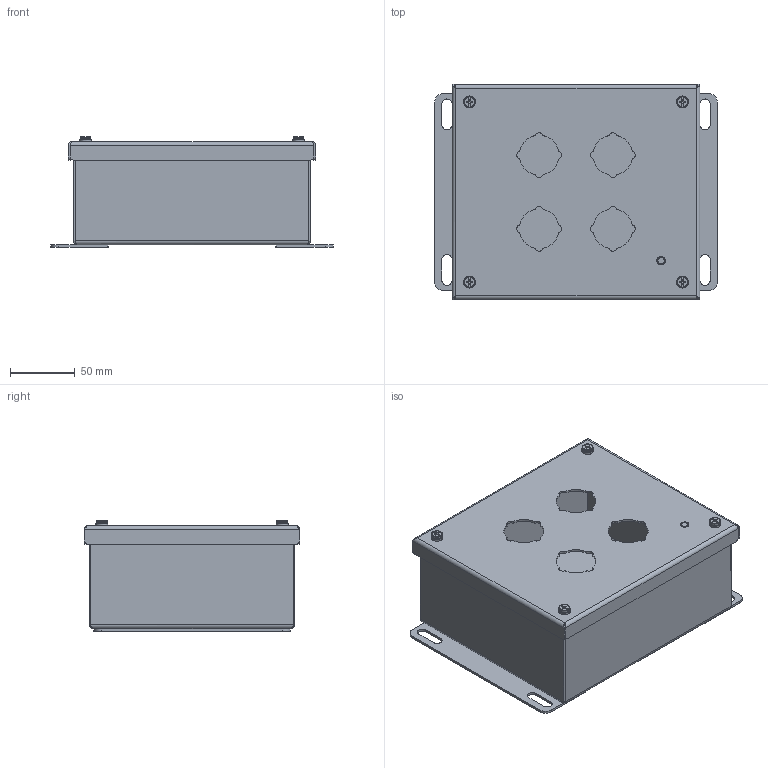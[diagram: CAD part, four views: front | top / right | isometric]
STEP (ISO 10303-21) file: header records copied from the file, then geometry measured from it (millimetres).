
FILE_DESCRIPTION (( 'STEP AP203' ), '1' );
FILE_NAME ('SCE-4SPBSS6.step', '2021-02-09T17:08:24', ( 'ADC123' ), ( 'Microsoft' ), 'SwSTEP 2.0', 'SolidWorks 2019', '' );
FILE_SCHEMA (( 'CONFIG_CONTROL_DESIGN' ));
Length unit declared in the file: inch
Products named in the file (1): SCE-4SPBSS6
Bounding box: 219.07 x 166.69 x 85.69 mm (x, y, z)
Surface area: 297694.6 mm2 (no closed solid volume)
Topology: 0 solids, 19 shells, 790 faces, 2034 edges, 1212 vertices
Faces by surface type: plane 374, cylinder 254, bspline 144, cone 18
Full cylindrical faces by diameter (mm): 3.708 x4, 4.775 x5, 4.826 x5, 4.905 x1, 5.588 x4, 6.35 x4, 6.502 x1, 6.604 x4, 6.756 x4, 6.858 x4, 7.112 x1, 7.14 x1, 7.417 x8, 8.052 x4, 8.484 x4, 8.636 x4, 9.195 x4
Entity records: 28691 total; most frequent: CARTESIAN_POINT 11201, ORIENTED_EDGE 3552, DIRECTION 3424, EDGE_CURVE 1792, AXIS2_PLACEMENT_3D 1193, VERTEX_POINT 1154, LINE 1038, VECTOR 1038
